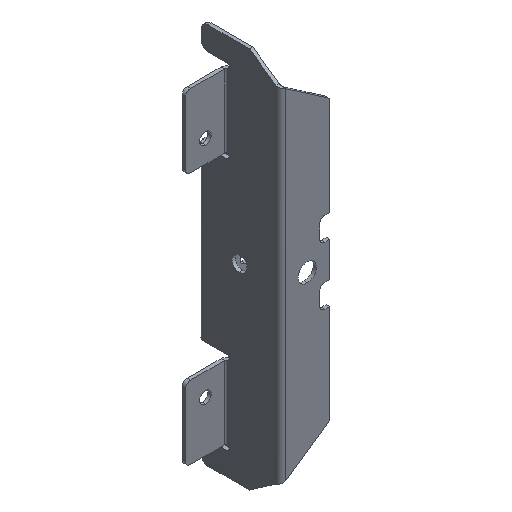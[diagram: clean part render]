
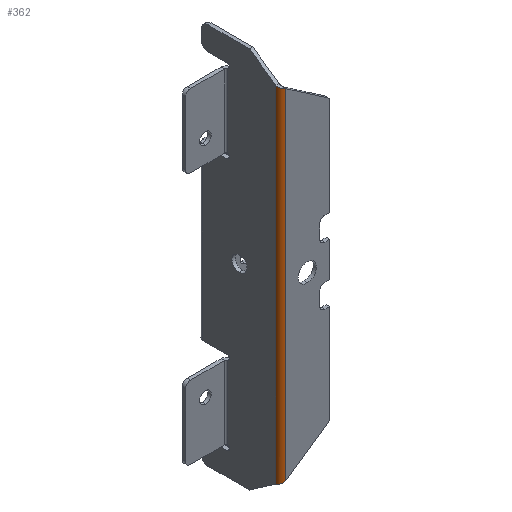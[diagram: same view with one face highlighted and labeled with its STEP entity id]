
A CAD part, isometric view. The second image highlights one B-rep face of the part: STEP entity #362.
In plain terms, the highlighted cylindrical face has radius 3 mm (diameter 6 mm), a partial arc.
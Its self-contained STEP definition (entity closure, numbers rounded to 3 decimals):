
#31 = CARTESIAN_POINT ( 'NONE',  ( 3., -25., -102.203 ) ) ;
#57 = CYLINDRICAL_SURFACE ( 'NONE', #2722, 3. ) ;
#69 = FACE_OUTER_BOUND ( 'NONE', #2595, .T. ) ;
#159 = CARTESIAN_POINT ( 'NONE',  ( 2.607, -25., 102.351 ) ) ;
#296 = CARTESIAN_POINT ( 'NONE',  ( 0., -22., 111. ) ) ;
#315 = CARTESIAN_POINT ( 'NONE',  ( 0.078, -22.785, -103.682 ) ) ;
#328 = CARTESIAN_POINT ( 'NONE',  ( 0.379, -23.511, -103.386 ) ) ;
#339 = CARTESIAN_POINT ( 'NONE',  ( 0.601, -23.844, -103.238 ) ) ;
#362 = ADVANCED_FACE ( 'NONE', ( #69 ), #57, .T. ) ;
#437 = CARTESIAN_POINT ( 'NONE',  ( 0., -22.393, 103.83 ) ) ;
#587 = CARTESIAN_POINT ( 'NONE',  ( 2.607, -25., -102.351 ) ) ;
#619 = ORIENTED_EDGE ( 'NONE', *, *, #964, .F. ) ;
#722 = DIRECTION ( 'NONE',  ( 0., 0., -1. ) ) ;
#740 = CARTESIAN_POINT ( 'NONE',  ( 3., -22., 207.981 ) ) ;
#876 = CARTESIAN_POINT ( 'NONE',  ( 0., -22., -103.978 ) ) ;
#914 = CARTESIAN_POINT ( 'NONE',  ( 3., -25., -102.203 ) ) ;
#964 = EDGE_CURVE ( 'NONE', #2361, #2354, #2081, .T. ) ;
#1257 = CARTESIAN_POINT ( 'NONE',  ( 0., -22., 103.978 ) ) ;
#1277 = CARTESIAN_POINT ( 'NONE',  ( 0.379, -23.511, 103.386 ) ) ;
#1362 = ORIENTED_EDGE ( 'NONE', *, *, #1513, .F. ) ;
#1378 = B_SPLINE_CURVE_WITH_KNOTS ( 'NONE', 3,
 ( #914, #587, #2283, #2256, #2084, #339, #328, #315, #2485, #2367 ),
 .UNSPECIFIED., .F., .F.,
 ( 4, 2, 2, 2, 4 ),
 ( 0., 0.25, 0.5, 0.75, 1. ),
 .UNSPECIFIED. ) ;
#1498 = CARTESIAN_POINT ( 'NONE',  ( 3., -25., 111. ) ) ;
#1513 = EDGE_CURVE ( 'NONE', #2354, #2070, #1378, .T. ) ;
#1547 = CARTESIAN_POINT ( 'NONE',  ( 1.156, -24.399, 102.943 ) ) ;
#1601 = ORIENTED_EDGE ( 'NONE', *, *, #2648, .T. ) ;
#1830 = CARTESIAN_POINT ( 'NONE',  ( 2.215, -24.922, 102.499 ) ) ;
#2070 = VERTEX_POINT ( 'NONE', #876 ) ;
#2077 = VECTOR ( 'NONE', #2854, 1000. ) ;
#2081 = LINE ( 'NONE', #1498, #2077 ) ;
#2084 = CARTESIAN_POINT ( 'NONE',  ( 1.156, -24.399, -102.943 ) ) ;
#2096 = CARTESIAN_POINT ( 'NONE',  ( 3., -25., 102.203 ) ) ;
#2121 = B_SPLINE_CURVE_WITH_KNOTS ( 'NONE', 3,
 ( #1257, #437, #2847, #1277, #3069, #1547, #3303, #1830, #159, #2096 ),
 .UNSPECIFIED., .F., .F.,
 ( 4, 2, 2, 2, 4 ),
 ( 0., 0.25, 0.5, 0.75, 1. ),
 .UNSPECIFIED. ) ;
#2128 = CARTESIAN_POINT ( 'NONE',  ( 0., -22., 103.978 ) ) ;
#2256 = CARTESIAN_POINT ( 'NONE',  ( 1.489, -24.621, -102.795 ) ) ;
#2283 = CARTESIAN_POINT ( 'NONE',  ( 2.215, -24.922, -102.499 ) ) ;
#2354 = VERTEX_POINT ( 'NONE', #31 ) ;
#2361 = VERTEX_POINT ( 'NONE', #3414 ) ;
#2367 = CARTESIAN_POINT ( 'NONE',  ( 0., -22., -103.978 ) ) ;
#2448 = VECTOR ( 'NONE', #2803, 1000. ) ;
#2485 = CARTESIAN_POINT ( 'NONE',  ( 0., -22.393, -103.83 ) ) ;
#2514 = LINE ( 'NONE', #296, #2448 ) ;
#2595 = EDGE_LOOP ( 'NONE', ( #1362, #619, #2682, #1601 ) ) ;
#2648 = EDGE_CURVE ( 'NONE', #3167, #2070, #2514, .T. ) ;
#2682 = ORIENTED_EDGE ( 'NONE', *, *, #3077, .F. ) ;
#2722 = AXIS2_PLACEMENT_3D ( 'NONE', #740, #722, #3061 ) ;
#2803 = DIRECTION ( 'NONE',  ( 0., 0., -1. ) ) ;
#2847 = CARTESIAN_POINT ( 'NONE',  ( 0.078, -22.785, 103.682 ) ) ;
#2854 = DIRECTION ( 'NONE',  ( 0., 0., -1. ) ) ;
#3061 = DIRECTION ( 'NONE',  ( 0., 1., 0. ) ) ;
#3069 = CARTESIAN_POINT ( 'NONE',  ( 0.601, -23.844, 103.238 ) ) ;
#3077 = EDGE_CURVE ( 'NONE', #3167, #2361, #2121, .T. ) ;
#3167 = VERTEX_POINT ( 'NONE', #2128 ) ;
#3303 = CARTESIAN_POINT ( 'NONE',  ( 1.489, -24.621, 102.795 ) ) ;
#3414 = CARTESIAN_POINT ( 'NONE',  ( 3., -25., 102.203 ) ) ;
